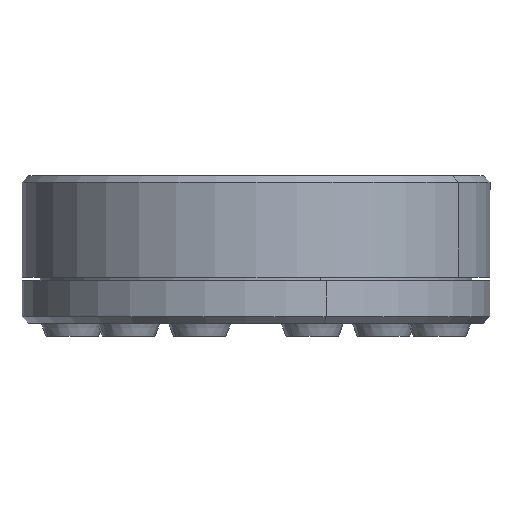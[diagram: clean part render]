
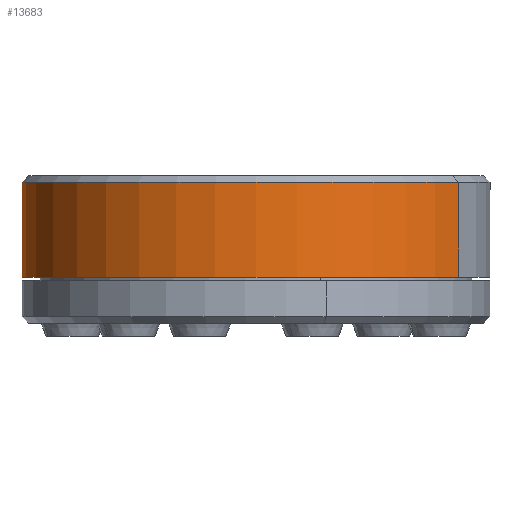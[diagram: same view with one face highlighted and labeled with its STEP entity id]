
A CAD part, front view. The second image highlights one B-rep face of the part: STEP entity #13683.
In plain terms, the highlighted cylindrical face has radius 71.5 mm (diameter 143 mm), a partial arc.
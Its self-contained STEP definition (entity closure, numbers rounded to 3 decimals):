
#443 = VECTOR ( 'NONE', #2328, 1000. ) ;
#2266 = EDGE_CURVE ( 'NONE', #9280, #33713, #25530, .T. ) ;
#2328 = DIRECTION ( 'NONE',  ( 0., 0., -1. ) ) ;
#2675 = ORIENTED_EDGE ( 'NONE', *, *, #2266, .F. ) ;
#2703 = ORIENTED_EDGE ( 'NONE', *, *, #13762, .F. ) ;
#2885 = VERTEX_POINT ( 'NONE', #15132 ) ;
#2922 = CARTESIAN_POINT ( 'NONE',  ( -71.5, 0., 31. ) ) ;
#4702 = VECTOR ( 'NONE', #32376, 1000. ) ;
#6032 = ORIENTED_EDGE ( 'NONE', *, *, #28463, .T. ) ;
#7698 = DIRECTION ( 'NONE',  ( 1., 0., 0. ) ) ;
#8165 = DIRECTION ( 'NONE',  ( 1., 0., 0. ) ) ;
#9280 = VERTEX_POINT ( 'NONE', #32219 ) ;
#12864 = FACE_OUTER_BOUND ( 'NONE', #26500, .T. ) ;
#13683 = ADVANCED_FACE ( 'NONE', ( #12864 ), #27881, .T. ) ;
#13762 = EDGE_CURVE ( 'NONE', #20429, #9280, #25606, .T. ) ;
#15132 = CARTESIAN_POINT ( 'NONE',  ( -71.5, 0., 2. ) ) ;
#16967 = CARTESIAN_POINT ( 'NONE',  ( 0., 0., 31. ) ) ;
#17696 = ORIENTED_EDGE ( 'NONE', *, *, #33653, .T. ) ;
#18913 = AXIS2_PLACEMENT_3D ( 'NONE', #31893, #34440, #7698 ) ;
#20429 = VERTEX_POINT ( 'NONE', #27262 ) ;
#22839 = LINE ( 'NONE', #2922, #4702 ) ;
#23727 = AXIS2_PLACEMENT_3D ( 'NONE', #16967, #28862, #8165 ) ;
#25530 = LINE ( 'NONE', #29048, #443 ) ;
#25606 = CIRCLE ( 'NONE', #23727, 71.5 ) ;
#26500 = EDGE_LOOP ( 'NONE', ( #2675, #2703, #17696, #6032 ) ) ;
#27262 = CARTESIAN_POINT ( 'NONE',  ( -71.5, 0., 31. ) ) ;
#27881 = CYLINDRICAL_SURFACE ( 'NONE', #32442, 71.5 ) ;
#28463 = EDGE_CURVE ( 'NONE', #2885, #33713, #28889, .T. ) ;
#28862 = DIRECTION ( 'NONE',  ( 0., 0., 1. ) ) ;
#28874 = CARTESIAN_POINT ( 'NONE',  ( 71.5, 0., 2. ) ) ;
#28889 = CIRCLE ( 'NONE', #18913, 71.5 ) ;
#29048 = CARTESIAN_POINT ( 'NONE',  ( 71.5, 0., 31. ) ) ;
#30818 = CARTESIAN_POINT ( 'NONE',  ( 0., 0., 31. ) ) ;
#31893 = CARTESIAN_POINT ( 'NONE',  ( 0., 0., 2. ) ) ;
#32219 = CARTESIAN_POINT ( 'NONE',  ( 71.5, 0., 31. ) ) ;
#32376 = DIRECTION ( 'NONE',  ( 0., 0., -1. ) ) ;
#32442 = AXIS2_PLACEMENT_3D ( 'NONE', #30818, #33376, #36669 ) ;
#33376 = DIRECTION ( 'NONE',  ( 0., 0., -1. ) ) ;
#33653 = EDGE_CURVE ( 'NONE', #20429, #2885, #22839, .T. ) ;
#33713 = VERTEX_POINT ( 'NONE', #28874 ) ;
#34440 = DIRECTION ( 'NONE',  ( 0., 0., 1. ) ) ;
#36669 = DIRECTION ( 'NONE',  ( -1., 0., 0. ) ) ;
